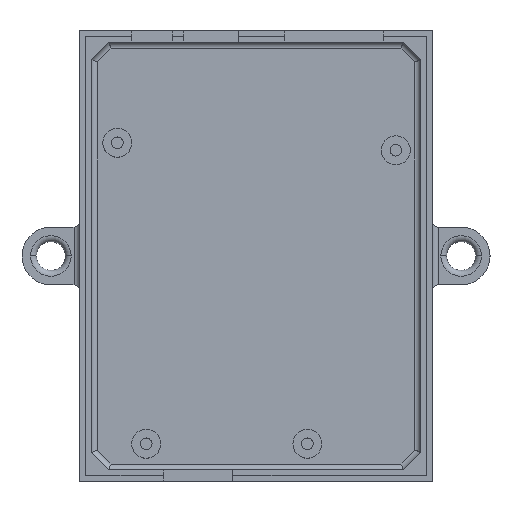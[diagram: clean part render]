
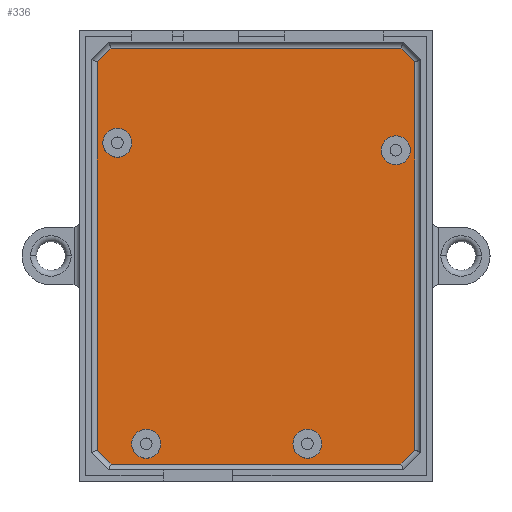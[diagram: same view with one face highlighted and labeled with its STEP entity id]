
A CAD part, top view. The second image highlights one B-rep face of the part: STEP entity #336.
In plain terms, the highlighted planar face has unit normal (0, 0, 1).
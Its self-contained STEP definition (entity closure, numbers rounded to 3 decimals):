
#3 = CIRCLE ( 'NONE', #2632, 2.5 ) ;
#23 = CARTESIAN_POINT ( 'NONE',  ( -27.5, -33.586, 2. ) ) ;
#37 = LINE ( 'NONE', #1869, #1213 ) ;
#40 = CARTESIAN_POINT ( 'NONE',  ( -25.086, -36., 2. ) ) ;
#41 = EDGE_LOOP ( 'NONE', ( #209, #2486 ) ) ;
#46 = DIRECTION ( 'NONE',  ( 1., 0., 0. ) ) ;
#67 = AXIS2_PLACEMENT_3D ( 'NONE', #2804, #1445, #46 ) ;
#122 = AXIS2_PLACEMENT_3D ( 'NONE', #921, #2515, #1156 ) ;
#149 = EDGE_CURVE ( 'NONE', #2077, #2246, #2152, .T. ) ;
#193 = CIRCLE ( 'NONE', #2049, 2.5 ) ;
#209 = ORIENTED_EDGE ( 'NONE', *, *, #791, .F. ) ;
#248 = ORIENTED_EDGE ( 'NONE', *, *, #2879, .F. ) ;
#281 = DIRECTION ( 'NONE',  ( -0.707, 0.707, 0. ) ) ;
#285 = CARTESIAN_POINT ( 'NONE',  ( -30.543, -30.543, 2. ) ) ;
#307 = AXIS2_PLACEMENT_3D ( 'NONE', #2303, #929, #2528 ) ;
#336 = ADVANCED_FACE ( 'NONE', ( #2187, #956, #337, #1580, #2775 ), #1227, .T. ) ;
#337 = FACE_BOUND ( 'NONE', #1547, .T. ) ;
#347 = CARTESIAN_POINT ( 'NONE',  ( 25.5, -36., 2. ) ) ;
#370 = VERTEX_POINT ( 'NONE', #983 ) ;
#385 = LINE ( 'NONE', #285, #1615 ) ;
#435 = VERTEX_POINT ( 'NONE', #40 ) ;
#441 = VERTEX_POINT ( 'NONE', #1522 ) ;
#489 = EDGE_CURVE ( 'NONE', #435, #1705, #2956, .T. ) ;
#515 = CIRCLE ( 'NONE', #67, 2.5 ) ;
#539 = ORIENTED_EDGE ( 'NONE', *, *, #939, .F. ) ;
#561 = CARTESIAN_POINT ( 'NONE',  ( -19., -32.5, 2. ) ) ;
#573 = VECTOR ( 'NONE', #2756, 1000. ) ;
#584 = VERTEX_POINT ( 'NONE', #2237 ) ;
#604 = CARTESIAN_POINT ( 'NONE',  ( -21.5, -32.5, 2. ) ) ;
#718 = AXIS2_PLACEMENT_3D ( 'NONE', #561, #2185, #798 ) ;
#737 = CARTESIAN_POINT ( 'NONE',  ( -19., -32.5, 2. ) ) ;
#763 = EDGE_LOOP ( 'NONE', ( #248, #1770 ) ) ;
#791 = EDGE_CURVE ( 'NONE', #1385, #1841, #1108, .T. ) ;
#797 = ORIENTED_EDGE ( 'NONE', *, *, #489, .T. ) ;
#798 = DIRECTION ( 'NONE',  ( 1., 0., 0. ) ) ;
#814 = DIRECTION ( 'NONE',  ( 1., 0., 0. ) ) ;
#881 = DIRECTION ( 'NONE',  ( 0., 0., 1. ) ) ;
#888 = EDGE_CURVE ( 'NONE', #2620, #2105, #2343, .T. ) ;
#921 = CARTESIAN_POINT ( 'NONE',  ( 8.9, -32.5, 2. ) ) ;
#929 = DIRECTION ( 'NONE',  ( 0., 0., 1. ) ) ;
#939 = EDGE_CURVE ( 'NONE', #370, #441, #515, .T. ) ;
#956 = FACE_BOUND ( 'NONE', #41, .T. ) ;
#971 = DIRECTION ( 'NONE',  ( 1., 0., 0. ) ) ;
#983 = CARTESIAN_POINT ( 'NONE',  ( 26.7, 18.3, 2. ) ) ;
#994 = EDGE_CURVE ( 'NONE', #2037, #2077, #2807, .T. ) ;
#1010 = CARTESIAN_POINT ( 'NONE',  ( -27.5, -34., 2. ) ) ;
#1065 = VECTOR ( 'NONE', #281, 1000. ) ;
#1071 = DIRECTION ( 'NONE',  ( 0., 0., 1. ) ) ;
#1091 = CARTESIAN_POINT ( 'NONE',  ( 24.2, 18.3, 2. ) ) ;
#1093 = EDGE_LOOP ( 'NONE', ( #2952, #539 ) ) ;
#1100 = ORIENTED_EDGE ( 'NONE', *, *, #1187, .T. ) ;
#1108 = CIRCLE ( 'NONE', #122, 2.5 ) ;
#1132 = VERTEX_POINT ( 'NONE', #1912 ) ;
#1142 = DIRECTION ( 'NONE',  ( 1., 0., 0. ) ) ;
#1143 = VECTOR ( 'NONE', #814, 1000. ) ;
#1144 = VECTOR ( 'NONE', #2749, 1000. ) ;
#1156 = DIRECTION ( 'NONE',  ( 1., 0., 0. ) ) ;
#1187 = EDGE_CURVE ( 'NONE', #2546, #2697, #2602, .T. ) ;
#1191 = LINE ( 'NONE', #1843, #573 ) ;
#1192 = ORIENTED_EDGE ( 'NONE', *, *, #2625, .F. ) ;
#1209 = DIRECTION ( 'NONE',  ( 0., 0., 1. ) ) ;
#1213 = VECTOR ( 'NONE', #2547, 1000. ) ;
#1227 = PLANE ( 'NONE',  #2267 ) ;
#1235 = DIRECTION ( 'NONE',  ( 0., -1., 0. ) ) ;
#1293 = EDGE_LOOP ( 'NONE', ( #797, #2701, #1950, #2665, #2342, #1467, #1100, #2012 ) ) ;
#1301 = CARTESIAN_POINT ( 'NONE',  ( 0., 0., 2. ) ) ;
#1306 = AXIS2_PLACEMENT_3D ( 'NONE', #2265, #881, #2479 ) ;
#1327 = DIRECTION ( 'NONE',  ( 1., 0., 0. ) ) ;
#1357 = EDGE_CURVE ( 'NONE', #441, #370, #193, .T. ) ;
#1385 = VERTEX_POINT ( 'NONE', #1558 ) ;
#1445 = DIRECTION ( 'NONE',  ( 0., 0., 1. ) ) ;
#1467 = ORIENTED_EDGE ( 'NONE', *, *, #2317, .T. ) ;
#1522 = CARTESIAN_POINT ( 'NONE',  ( 21.7, 18.3, 2. ) ) ;
#1543 = VECTOR ( 'NONE', #2675, 1000. ) ;
#1547 = EDGE_LOOP ( 'NONE', ( #1192, #2307 ) ) ;
#1558 = CARTESIAN_POINT ( 'NONE',  ( 6.4, -32.5, 2. ) ) ;
#1580 = FACE_BOUND ( 'NONE', #1093, .T. ) ;
#1615 = VECTOR ( 'NONE', #1911, 1000. ) ;
#1623 = CARTESIAN_POINT ( 'NONE',  ( -30.543, 30.543, 2. ) ) ;
#1626 = CARTESIAN_POINT ( 'NONE',  ( -16.5, -32.5, 2. ) ) ;
#1657 = CARTESIAN_POINT ( 'NONE',  ( 11.4, -32.5, 2. ) ) ;
#1705 = VERTEX_POINT ( 'NONE', #1889 ) ;
#1770 = ORIENTED_EDGE ( 'NONE', *, *, #888, .F. ) ;
#1822 = EDGE_CURVE ( 'NONE', #1922, #2037, #37, .T. ) ;
#1841 = VERTEX_POINT ( 'NONE', #1657 ) ;
#1843 = CARTESIAN_POINT ( 'NONE',  ( 30.543, -30.543, 2. ) ) ;
#1869 = CARTESIAN_POINT ( 'NONE',  ( 27.5, 34., 2. ) ) ;
#1889 = CARTESIAN_POINT ( 'NONE',  ( 25.086, -36., 2. ) ) ;
#1911 = DIRECTION ( 'NONE',  ( 0.707, -0.707, 0. ) ) ;
#1912 = CARTESIAN_POINT ( 'NONE',  ( -21.5, 19.6, 2. ) ) ;
#1914 = CIRCLE ( 'NONE', #718, 2.5 ) ;
#1920 = CARTESIAN_POINT ( 'NONE',  ( 30.543, 30.543, 2. ) ) ;
#1922 = VERTEX_POINT ( 'NONE', #2339 ) ;
#1938 = EDGE_CURVE ( 'NONE', #2697, #435, #385, .T. ) ;
#1950 = ORIENTED_EDGE ( 'NONE', *, *, #1822, .T. ) ;
#2012 = ORIENTED_EDGE ( 'NONE', *, *, #1938, .T. ) ;
#2037 = VERTEX_POINT ( 'NONE', #2861 ) ;
#2049 = AXIS2_PLACEMENT_3D ( 'NONE', #1091, #2685, #1327 ) ;
#2060 = CARTESIAN_POINT ( 'NONE',  ( -25.086, 36., 2. ) ) ;
#2077 = VERTEX_POINT ( 'NONE', #2203 ) ;
#2096 = EDGE_CURVE ( 'NONE', #1132, #584, #3, .T. ) ;
#2105 = VERTEX_POINT ( 'NONE', #604 ) ;
#2152 = LINE ( 'NONE', #2729, #1543 ) ;
#2185 = DIRECTION ( 'NONE',  ( 0., 0., 1. ) ) ;
#2187 = FACE_OUTER_BOUND ( 'NONE', #1293, .T. ) ;
#2203 = CARTESIAN_POINT ( 'NONE',  ( 25.086, 36., 2. ) ) ;
#2237 = CARTESIAN_POINT ( 'NONE',  ( -26.5, 19.6, 2. ) ) ;
#2246 = VERTEX_POINT ( 'NONE', #2060 ) ;
#2265 = CARTESIAN_POINT ( 'NONE',  ( 8.9, -32.5, 2. ) ) ;
#2267 = AXIS2_PLACEMENT_3D ( 'NONE', #1301, #1209, #1142 ) ;
#2303 = CARTESIAN_POINT ( 'NONE',  ( -24., 19.6, 2. ) ) ;
#2307 = ORIENTED_EDGE ( 'NONE', *, *, #2096, .F. ) ;
#2317 = EDGE_CURVE ( 'NONE', #2246, #2546, #2347, .T. ) ;
#2337 = DIRECTION ( 'NONE',  ( 0., 0., 1. ) ) ;
#2339 = CARTESIAN_POINT ( 'NONE',  ( 27.5, -33.586, 2. ) ) ;
#2342 = ORIENTED_EDGE ( 'NONE', *, *, #149, .T. ) ;
#2343 = CIRCLE ( 'NONE', #2906, 2.5 ) ;
#2347 = LINE ( 'NONE', #1623, #1144 ) ;
#2433 = CARTESIAN_POINT ( 'NONE',  ( -24., 19.6, 2. ) ) ;
#2474 = EDGE_CURVE ( 'NONE', #1841, #1385, #2989, .T. ) ;
#2479 = DIRECTION ( 'NONE',  ( 1., 0., 0. ) ) ;
#2486 = ORIENTED_EDGE ( 'NONE', *, *, #2474, .F. ) ;
#2515 = DIRECTION ( 'NONE',  ( 0., 0., 1. ) ) ;
#2528 = DIRECTION ( 'NONE',  ( 1., 0., 0. ) ) ;
#2533 = VECTOR ( 'NONE', #1235, 1000. ) ;
#2541 = CIRCLE ( 'NONE', #307, 2.5 ) ;
#2546 = VERTEX_POINT ( 'NONE', #2719 ) ;
#2547 = DIRECTION ( 'NONE',  ( 0., 1., 0. ) ) ;
#2602 = LINE ( 'NONE', #1010, #2533 ) ;
#2620 = VERTEX_POINT ( 'NONE', #1626 ) ;
#2625 = EDGE_CURVE ( 'NONE', #584, #1132, #2541, .T. ) ;
#2632 = AXIS2_PLACEMENT_3D ( 'NONE', #2433, #1071, #2656 ) ;
#2633 = EDGE_CURVE ( 'NONE', #1705, #1922, #1191, .T. ) ;
#2656 = DIRECTION ( 'NONE',  ( 1., 0., 0. ) ) ;
#2665 = ORIENTED_EDGE ( 'NONE', *, *, #994, .T. ) ;
#2675 = DIRECTION ( 'NONE',  ( -1., 0., 0. ) ) ;
#2685 = DIRECTION ( 'NONE',  ( 0., 0., 1. ) ) ;
#2697 = VERTEX_POINT ( 'NONE', #23 ) ;
#2701 = ORIENTED_EDGE ( 'NONE', *, *, #2633, .T. ) ;
#2719 = CARTESIAN_POINT ( 'NONE',  ( -27.5, 33.586, 2. ) ) ;
#2729 = CARTESIAN_POINT ( 'NONE',  ( -25.5, 36., 2. ) ) ;
#2749 = DIRECTION ( 'NONE',  ( -0.707, -0.707, 0. ) ) ;
#2756 = DIRECTION ( 'NONE',  ( 0.707, 0.707, 0. ) ) ;
#2775 = FACE_BOUND ( 'NONE', #763, .T. ) ;
#2804 = CARTESIAN_POINT ( 'NONE',  ( 24.2, 18.3, 2. ) ) ;
#2807 = LINE ( 'NONE', #1920, #1065 ) ;
#2861 = CARTESIAN_POINT ( 'NONE',  ( 27.5, 33.586, 2. ) ) ;
#2879 = EDGE_CURVE ( 'NONE', #2105, #2620, #1914, .T. ) ;
#2906 = AXIS2_PLACEMENT_3D ( 'NONE', #737, #2337, #971 ) ;
#2952 = ORIENTED_EDGE ( 'NONE', *, *, #1357, .F. ) ;
#2956 = LINE ( 'NONE', #347, #1143 ) ;
#2989 = CIRCLE ( 'NONE', #1306, 2.5 ) ;
